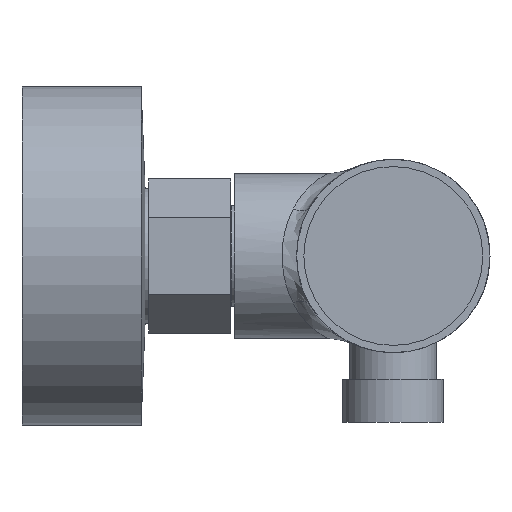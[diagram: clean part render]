
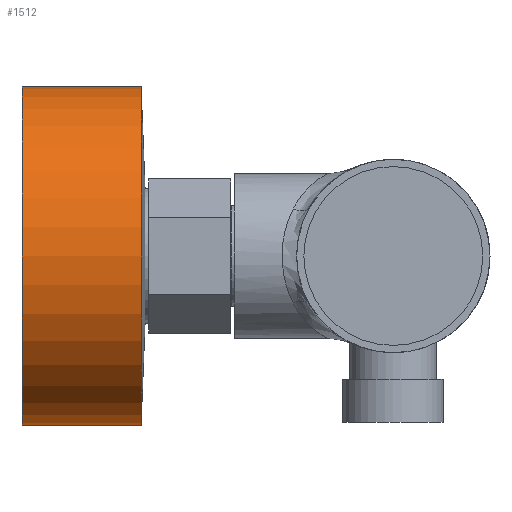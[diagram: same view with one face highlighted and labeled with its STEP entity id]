
A CAD part, front view. The second image highlights one B-rep face of the part: STEP entity #1512.
In plain terms, the highlighted cylindrical face has radius 35 mm (diameter 70 mm), a full revolution.
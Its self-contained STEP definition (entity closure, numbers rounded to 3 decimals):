
#374=ORIENTED_EDGE('',*,*,#765,.F.);
#375=ORIENTED_EDGE('',*,*,#766,.F.);
#765=EDGE_CURVE('',#1007,#1007,#1201,.T.);
#766=EDGE_CURVE('',#1008,#1008,#1202,.T.);
#1007=VERTEX_POINT('',#2507);
#1008=VERTEX_POINT('',#2509);
#1201=CIRCLE('',#2083,35.);
#1202=CIRCLE('',#2084,35.);
#1269=EDGE_LOOP('',(#374));
#1270=EDGE_LOOP('',(#375));
#1380=FACE_BOUND('',#1269,.T.);
#1381=FACE_BOUND('',#1270,.T.);
#1491=CYLINDRICAL_SURFACE('',#2082,35.);
#1512=ADVANCED_FACE('',(#1380,#1381),#1491,.T.);
#2082=AXIS2_PLACEMENT_3D('',#2505,#2212,#2213);
#2083=AXIS2_PLACEMENT_3D('',#2506,#2214,#2215);
#2084=AXIS2_PLACEMENT_3D('',#2508,#2216,#2217);
#2212=DIRECTION('',(-1.,0.,0.));
#2213=DIRECTION('',(0.,1.,0.));
#2214=DIRECTION('',(1.,0.,0.));
#2215=DIRECTION('',(0.,-1.,0.));
#2216=DIRECTION('',(-1.,0.,0.));
#2217=DIRECTION('',(0.,-1.,0.));
#2505=CARTESIAN_POINT('',(26.,-75.,0.));
#2506=CARTESIAN_POINT('',(24.637,-75.,0.));
#2507=CARTESIAN_POINT('',(24.637,-110.,0.));
#2508=CARTESIAN_POINT('',(0.,-75.,0.));
#2509=CARTESIAN_POINT('',(0.,-110.,0.));
